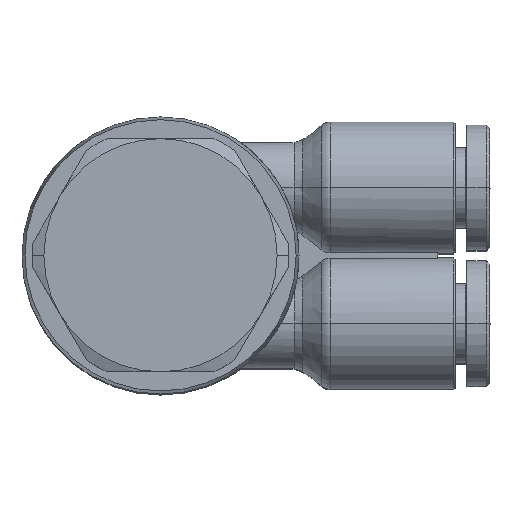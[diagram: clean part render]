
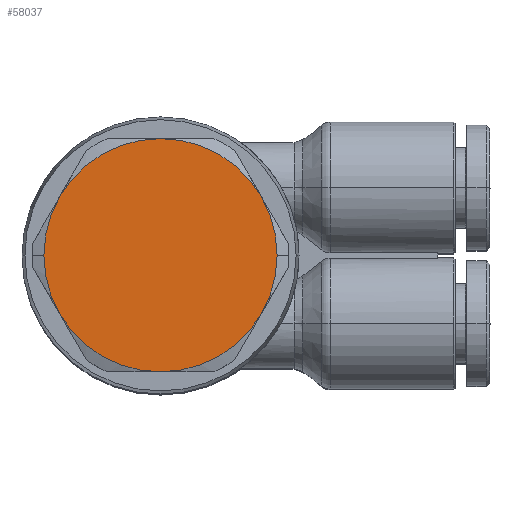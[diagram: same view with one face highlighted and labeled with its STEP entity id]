
A CAD part, top view. The second image highlights one B-rep face of the part: STEP entity #58037.
In plain terms, the highlighted planar face has unit normal (0, 0, 1).
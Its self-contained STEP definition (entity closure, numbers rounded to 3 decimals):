
#3343=CARTESIAN_POINT('',(-8.,4.65,12.));
#3344=VERTEX_POINT('',#3343);
#3352=CARTESIAN_POINT('',(-6.928,0.65,12.));
#3353=VERTEX_POINT('',#3352);
#3367=CARTESIAN_POINT('',(0.,4.65,12.));
#3368=DIRECTION('',(0.0,0.0,1.0));
#3369=DIRECTION('',(1.0,0.0,0.0));
#3370=AXIS2_PLACEMENT_3D('',#3367,#3368,#3369);
#3371=CIRCLE('',#3370,8.);
#3372=EDGE_CURVE('',#3344,#3353,#3371,.T.);
#3382=CARTESIAN_POINT('',(8.,4.65,12.0));
#3383=VERTEX_POINT('',#3382);
#3390=CARTESIAN_POINT('',(6.928,0.65,12.));
#3391=VERTEX_POINT('',#3390);
#3392=CARTESIAN_POINT('',(0.,4.65,12.));
#3393=DIRECTION('',(0.0,0.0,1.0));
#3394=DIRECTION('',(1.0,0.0,0.0));
#3395=AXIS2_PLACEMENT_3D('',#3392,#3393,#3394);
#3396=CIRCLE('',#3395,8.);
#3397=EDGE_CURVE('',#3391,#3383,#3396,.T.);
#57431=CARTESIAN_POINT('',(6.928,8.65,12.));
#57432=VERTEX_POINT('',#57431);
#57455=CARTESIAN_POINT('',(0.,12.65,12.));
#57456=VERTEX_POINT('',#57455);
#57470=CARTESIAN_POINT('',(0.,4.65,12.));
#57471=DIRECTION('',(0.0,0.0,1.0));
#57472=DIRECTION('',(1.0,0.0,0.0));
#57473=AXIS2_PLACEMENT_3D('',#57470,#57471,#57472);
#57474=CIRCLE('',#57473,8.);
#57475=EDGE_CURVE('',#57432,#57456,#57474,.T.);
#57508=CARTESIAN_POINT('',(0.,4.65,12.));
#57509=DIRECTION('',(0.0,0.0,1.0));
#57510=DIRECTION('',(1.0,0.0,0.0));
#57511=AXIS2_PLACEMENT_3D('',#57508,#57509,#57510);
#57512=CIRCLE('',#57511,8.);
#57513=EDGE_CURVE('',#3383,#57432,#57512,.T.);
#57525=CARTESIAN_POINT('',(0.,-3.35,12.));
#57526=VERTEX_POINT('',#57525);
#57562=CARTESIAN_POINT('',(0.,4.65,12.));
#57563=DIRECTION('',(0.0,0.0,1.0));
#57564=DIRECTION('',(1.0,0.0,0.0));
#57565=AXIS2_PLACEMENT_3D('',#57562,#57563,#57564);
#57566=CIRCLE('',#57565,8.);
#57567=EDGE_CURVE('',#57526,#3391,#57566,.T.);
#57592=CARTESIAN_POINT('',(0.,4.65,12.));
#57593=DIRECTION('',(0.0,0.0,1.0));
#57594=DIRECTION('',(1.0,0.0,0.0));
#57595=AXIS2_PLACEMENT_3D('',#57592,#57593,#57594);
#57596=CIRCLE('',#57595,8.);
#57597=EDGE_CURVE('',#3353,#57526,#57596,.T.);
#57630=CARTESIAN_POINT('',(-6.928,8.65,12.));
#57631=VERTEX_POINT('',#57630);
#57632=CARTESIAN_POINT('',(0.,4.65,12.));
#57633=DIRECTION('',(0.0,0.0,1.0));
#57634=DIRECTION('',(1.0,0.0,0.0));
#57635=AXIS2_PLACEMENT_3D('',#57632,#57633,#57634);
#57636=CIRCLE('',#57635,8.);
#57637=EDGE_CURVE('',#57631,#3344,#57636,.T.);
#57684=CARTESIAN_POINT('',(0.,4.65,12.));
#57685=DIRECTION('',(0.0,0.0,1.0));
#57686=DIRECTION('',(1.0,0.0,0.0));
#57687=AXIS2_PLACEMENT_3D('',#57684,#57685,#57686);
#57688=CIRCLE('',#57687,8.);
#57689=EDGE_CURVE('',#57456,#57631,#57688,.T.);
#58022=CARTESIAN_POINT('',(4.75,4.65,12.));
#58023=DIRECTION('',(0.0,0.0,1.0));
#58024=DIRECTION('',(-1.0,0.0,0.0));
#58025=AXIS2_PLACEMENT_3D('',#58022,#58023,#58024);
#58026=PLANE('',#58025);
#58027=ORIENTED_EDGE('',*,*,#57689,.T.);
#58028=ORIENTED_EDGE('',*,*,#57637,.T.);
#58029=ORIENTED_EDGE('',*,*,#3372,.T.);
#58030=ORIENTED_EDGE('',*,*,#57597,.T.);
#58031=ORIENTED_EDGE('',*,*,#57567,.T.);
#58032=ORIENTED_EDGE('',*,*,#3397,.T.);
#58033=ORIENTED_EDGE('',*,*,#57513,.T.);
#58034=ORIENTED_EDGE('',*,*,#57475,.T.);
#58035=EDGE_LOOP('',(#58027,#58028,#58029,#58030,#58031,#58032,#58033,#58034));
#58036=FACE_OUTER_BOUND('',#58035,.T.);
#58037=ADVANCED_FACE('',(#58036),#58026,.T.);
